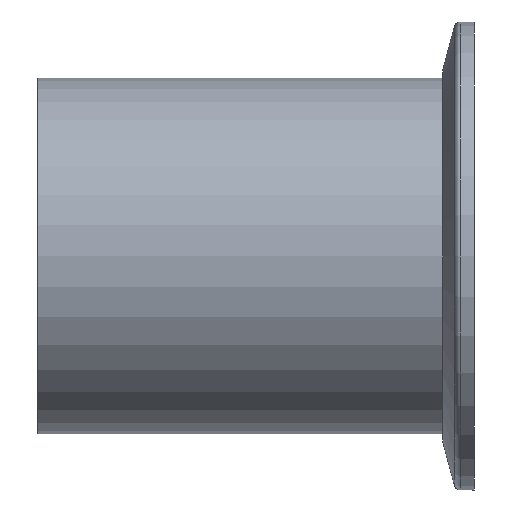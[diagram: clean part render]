
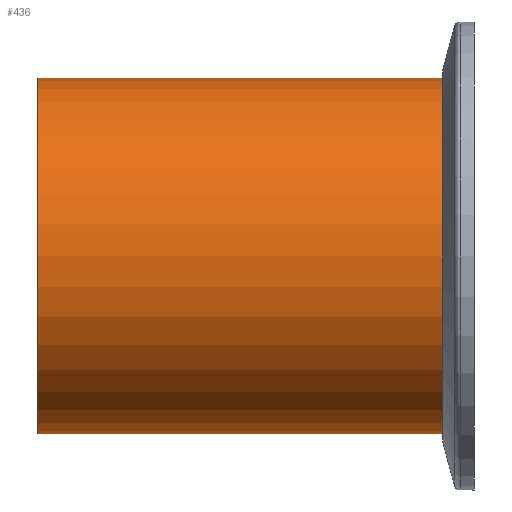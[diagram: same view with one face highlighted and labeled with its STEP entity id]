
A CAD part, left-side view. The second image highlights one B-rep face of the part: STEP entity #436.
In plain terms, the highlighted cylindrical face has radius 28.5 mm (diameter 57 mm), a partial arc.
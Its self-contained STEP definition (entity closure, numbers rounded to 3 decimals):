
#6 = VECTOR ( 'NONE', #7, 1000. ) ;
#7 = DIRECTION ( 'NONE',  ( 0., -1., 0. ) ) ;
#9 = VERTEX_POINT ( 'NONE', #183 ) ;
#14 = ORIENTED_EDGE ( 'NONE', *, *, #274, .F. ) ;
#26 = VERTEX_POINT ( 'NONE', #409 ) ;
#57 = FACE_OUTER_BOUND ( 'NONE', #393, .T. ) ;
#63 = CYLINDRICAL_SURFACE ( 'NONE', #164, 28.5 ) ;
#81 = VERTEX_POINT ( 'NONE', #241 ) ;
#83 = CIRCLE ( 'NONE', #227, 28.5 ) ;
#106 = DIRECTION ( 'NONE',  ( 0., 0., -1. ) ) ;
#111 = EDGE_CURVE ( 'NONE', #26, #81, #197, .T. ) ;
#123 = DIRECTION ( 'NONE',  ( 0., 0., -1. ) ) ;
#150 = CARTESIAN_POINT ( 'NONE',  ( 0., -5.022, 28.5 ) ) ;
#164 = AXIS2_PLACEMENT_3D ( 'NONE', #474, #174, #123 ) ;
#174 = DIRECTION ( 'NONE',  ( 0., -1., 0. ) ) ;
#181 = VERTEX_POINT ( 'NONE', #300 ) ;
#183 = CARTESIAN_POINT ( 'NONE',  ( 0., 5.1, 28.5 ) ) ;
#197 = CIRCLE ( 'NONE', #415, 28.5 ) ;
#211 = LINE ( 'NONE', #410, #6 ) ;
#227 = AXIS2_PLACEMENT_3D ( 'NONE', #288, #305, #316 ) ;
#232 = ORIENTED_EDGE ( 'NONE', *, *, #272, .T. ) ;
#241 = CARTESIAN_POINT ( 'NONE',  ( 0., 70., -28.5 ) ) ;
#272 = EDGE_CURVE ( 'NONE', #81, #181, #211, .T. ) ;
#274 = EDGE_CURVE ( 'NONE', #26, #9, #368, .T. ) ;
#288 = CARTESIAN_POINT ( 'NONE',  ( 0., 5.1, 0. ) ) ;
#300 = CARTESIAN_POINT ( 'NONE',  ( 0., 5.1, -28.5 ) ) ;
#305 = DIRECTION ( 'NONE',  ( 0., -1., 0. ) ) ;
#316 = DIRECTION ( 'NONE',  ( 0., 0., -1. ) ) ;
#342 = CARTESIAN_POINT ( 'NONE',  ( 0., 70., 0. ) ) ;
#363 = ORIENTED_EDGE ( 'NONE', *, *, #111, .T. ) ;
#368 = LINE ( 'NONE', #150, #394 ) ;
#371 = EDGE_CURVE ( 'NONE', #9, #181, #83, .T. ) ;
#393 = EDGE_LOOP ( 'NONE', ( #14, #363, #232, #448 ) ) ;
#394 = VECTOR ( 'NONE', #462, 1000. ) ;
#403 = DIRECTION ( 'NONE',  ( 0., -1., 0. ) ) ;
#409 = CARTESIAN_POINT ( 'NONE',  ( 0., 70., 28.5 ) ) ;
#410 = CARTESIAN_POINT ( 'NONE',  ( 0., -5.022, -28.5 ) ) ;
#415 = AXIS2_PLACEMENT_3D ( 'NONE', #342, #403, #106 ) ;
#436 = ADVANCED_FACE ( 'NONE', ( #57 ), #63, .T. ) ;
#448 = ORIENTED_EDGE ( 'NONE', *, *, #371, .F. ) ;
#462 = DIRECTION ( 'NONE',  ( 0., -1., 0. ) ) ;
#474 = CARTESIAN_POINT ( 'NONE',  ( 0., -5.022, 0. ) ) ;
